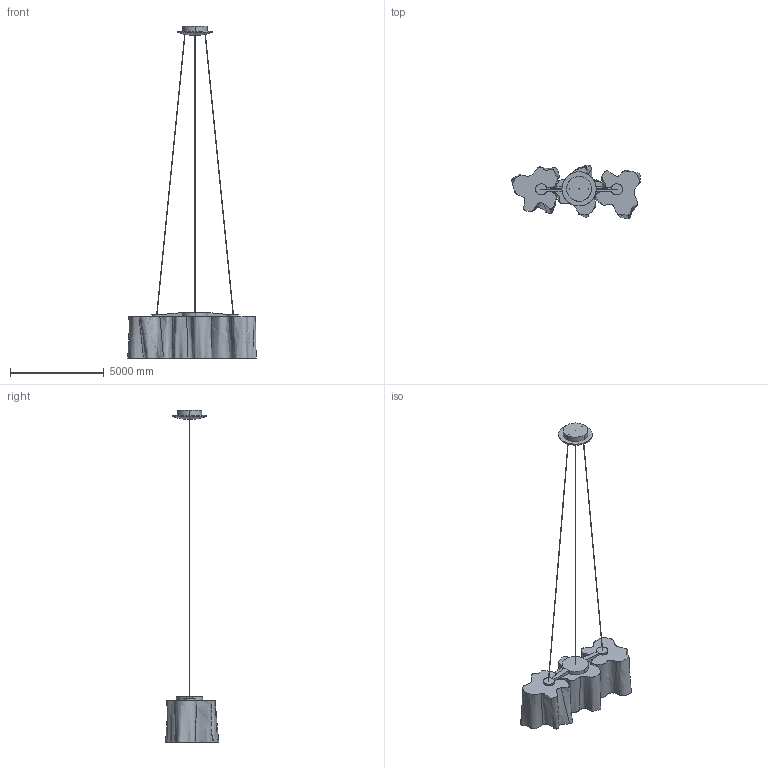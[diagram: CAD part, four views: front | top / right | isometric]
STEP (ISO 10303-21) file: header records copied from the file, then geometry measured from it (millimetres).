
FILE_DESCRIPTION(/* description */ (''),/* implementation_level */ '2;1');
FILE_NAME(/* name */ 'Logico_Mini_Sospensione_3inLinea_3D',/* time_stamp */ '2011-11-25T14:50:47+01:00',/* author */ (''),/* organization */ (''),/* preprocessor_version */ 'ST-DEVELOPER v10',/* originating_system */ '',/* authorisation */ '');
FILE_SCHEMA (('CONFIG_CONTROL_DESIGN'));
Length unit declared in the file: centimetre
Products named in the file (1): 1
Bounding box: 6841.41 x 2857.5 x 17680.32 mm (x, y, z)
Volume: 1464898507.7 mm3; surface area: 90557866.4 mm2
Topology: 5 solids, 47 shells, 129 faces, 386 edges, 301 vertices
Faces by surface type: bspline 102, plane 27
Entity records: 6668 total; most frequent: CARTESIAN_POINT 4603, ORIENTED_EDGE 568, EDGE_CURVE 374, VERTEX_POINT 301, B_SPLINE_CURVE_WITH_KNOTS 145, EDGE_LOOP 133, ADVANCED_FACE 129, FACE_OUTER_BOUND 129
